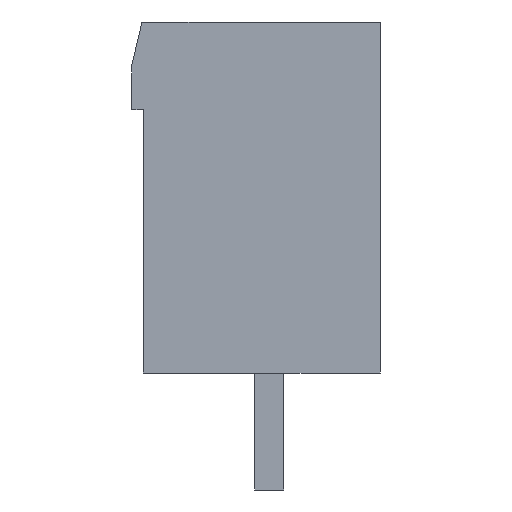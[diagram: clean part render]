
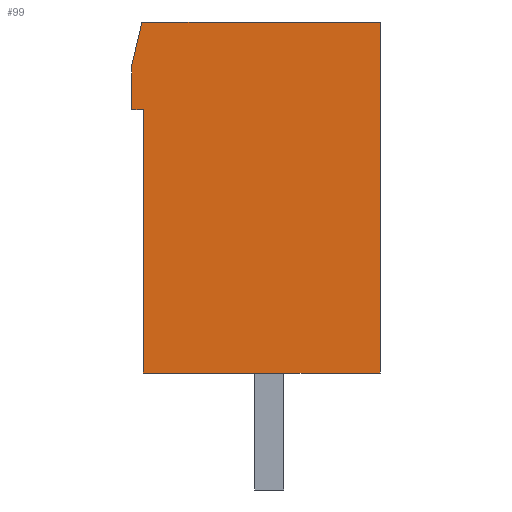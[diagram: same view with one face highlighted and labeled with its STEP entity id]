
A CAD part, left-side view. The second image highlights one B-rep face of the part: STEP entity #99.
In plain terms, the highlighted planar face has unit normal (-1, 0, 0).
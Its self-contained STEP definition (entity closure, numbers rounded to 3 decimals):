
#99=ADVANCED_FACE('6472',(#279),#280,.T.);
#279=FACE_OUTER_BOUND('',#611,.T.);
#280=PLANE('',#612);
#611=EDGE_LOOP('',(#1032,#1033,#1034,#1035,#1036,#1037,#1038));
#612=AXIS2_PLACEMENT_3D('',#1039,#1040,#1041);
#1032=ORIENTED_EDGE('',*,*,#2302,.T.);
#1033=ORIENTED_EDGE('',*,*,#2299,.T.);
#1034=ORIENTED_EDGE('',*,*,#2296,.T.);
#1035=ORIENTED_EDGE('',*,*,#2281,.T.);
#1036=ORIENTED_EDGE('',*,*,#2278,.T.);
#1037=ORIENTED_EDGE('',*,*,#2275,.T.);
#1038=ORIENTED_EDGE('',*,*,#2309,.T.);
#1039=CARTESIAN_POINT('',(-61.0,0.0,0.0));
#1040=DIRECTION('',(-1.0,0.0,0.0));
#1041=DIRECTION('',(0.0,0.0,1.0));
#2275=EDGE_CURVE('6479',#2722,#2720,#2723,.T.);
#2278=EDGE_CURVE('6478',#2727,#2722,#2728,.T.);
#2281=EDGE_CURVE('6477',#2732,#2727,#2733,.T.);
#2296=EDGE_CURVE('6476',#2757,#2732,#2758,.T.);
#2299=EDGE_CURVE('6475',#2762,#2757,#2763,.T.);
#2302=EDGE_CURVE('6474',#2767,#2762,#2768,.T.);
#2309=EDGE_CURVE('6473',#2720,#2767,#2779,.T.);
#2720=VERTEX_POINT('',#3435);
#2722=VERTEX_POINT('',#3438);
#2723=LINE('',#3439,#3440);
#2727=VERTEX_POINT('',#3446);
#2728=LINE('',#3447,#3448);
#2732=VERTEX_POINT('',#3454);
#2733=LINE('',#3455,#3456);
#2757=VERTEX_POINT('',#3494);
#2758=LINE('',#3495,#3496);
#2762=VERTEX_POINT('',#3502);
#2763=LINE('',#3503,#3504);
#2767=VERTEX_POINT('',#3510);
#2768=LINE('',#3511,#3512);
#2779=LINE('',#3529,#3530);
#3435=CARTESIAN_POINT('',(-61.0,4.35,0.0));
#3438=CARTESIAN_POINT('',(-61.0,-3.8,0.0));
#3439=CARTESIAN_POINT('',(-61.0,-3.8,0.0));
#3440=VECTOR('',#4507,8.15);
#3446=CARTESIAN_POINT('',(-61.0,-3.8,-12.0));
#3447=CARTESIAN_POINT('',(-61.0,-3.8,-12.0));
#3448=VECTOR('',#4510,12.0);
#3454=CARTESIAN_POINT('',(-61.0,4.3,-12.0));
#3455=CARTESIAN_POINT('',(-61.0,4.3,-12.0));
#3456=VECTOR('',#4513,8.1);
#3494=CARTESIAN_POINT('',(-61.0,4.3,-3.0));
#3495=CARTESIAN_POINT('',(-61.0,4.3,-3.0));
#3496=VECTOR('',#4528,9.0);
#3502=CARTESIAN_POINT('',(-61.0,4.7,-3.0));
#3503=CARTESIAN_POINT('',(-61.0,4.7,-3.0));
#3504=VECTOR('',#4531,0.4);
#3510=CARTESIAN_POINT('',(-61.0,4.7,-1.5));
#3511=CARTESIAN_POINT('',(-61.0,4.7,-1.5));
#3512=VECTOR('',#4534,1.5);
#3529=CARTESIAN_POINT('',(-61.0,4.35,0.0));
#3530=VECTOR('',#4541,1.54);
#4507=DIRECTION('',(0.0,1.0,0.0));
#4510=DIRECTION('',(0.0,0.0,1.0));
#4513=DIRECTION('',(0.0,-1.0,0.0));
#4528=DIRECTION('',(0.0,0.0,-1.0));
#4531=DIRECTION('',(0.0,-1.0,0.0));
#4534=DIRECTION('',(0.0,0.0,-1.0));
#4541=DIRECTION('',(0.0,0.227,-0.974));
